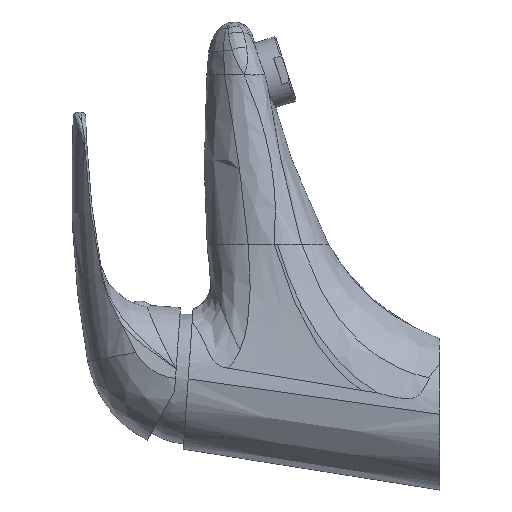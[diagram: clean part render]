
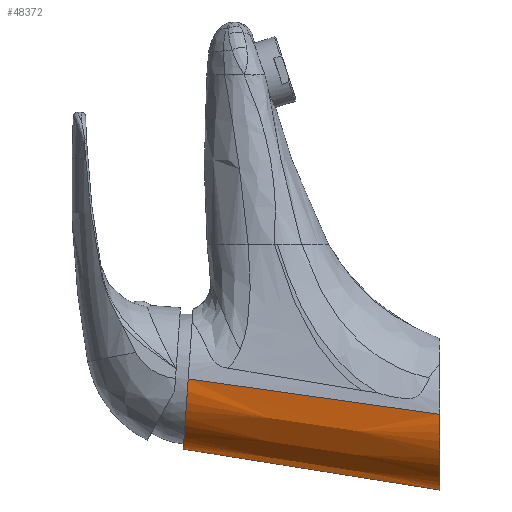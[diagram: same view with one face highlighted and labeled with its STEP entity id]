
A CAD part, left-side view. The second image highlights one B-rep face of the part: STEP entity #48372.
In plain terms, the highlighted free-form (B-spline) face has degree [3, 3] with [4, 7] control points.
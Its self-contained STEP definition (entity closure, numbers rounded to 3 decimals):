
#8549=CARTESIAN_POINT('',(0.,0.,-26.75));
#8551=CARTESIAN_POINT('',(0.,90.737,
-12.331));
#8559=DIRECTION('',(0.,-0.988,-0.157));
#8560=VECTOR('',#8559,91.875);
#8561=CARTESIAN_POINT('',(0.,90.737,
-12.331));
#8562=LINE('',#8561,#8560);
#8563=CARTESIAN_POINT('',(0.,0.,-26.75));
#8564=CARTESIAN_POINT('',(-3.502,0.,-26.75));
#8565=CARTESIAN_POINT('',(-10.503,0.,-25.357));
#8566=CARTESIAN_POINT('',(-19.408,0.,-19.408));
#8567=CARTESIAN_POINT('',(-25.357,0.,-10.503));
#8568=CARTESIAN_POINT('',(-26.75,0.,-3.502));
#8569=CARTESIAN_POINT('',(-26.75,0.,0.));
#8571=CARTESIAN_POINT('',(-24.9,89.,12.508));
#8572=CARTESIAN_POINT('',(-24.9,89.227,9.257));
#8573=CARTESIAN_POINT('',(-23.603,89.682,2.755));
#8574=CARTESIAN_POINT('',(-18.065,90.26,
-5.513));
#8575=CARTESIAN_POINT('',(-9.777,90.646,
-11.038));
#8576=CARTESIAN_POINT('',(-3.259,90.737,
-12.331));
#8577=CARTESIAN_POINT('',(0.,90.737,
-12.331));
#8579=DIRECTION('',(-0.021,-0.99,-0.139));
#8580=VECTOR('',#8579,89.894);
#8581=CARTESIAN_POINT('',(-24.9,89.,12.508));
#8582=LINE('',#8581,#8580);
#33367=VERTEX_POINT('',#8551);
#33369=VERTEX_POINT('',#8571);
#33371=VERTEX_POINT('',#8549);
#33372=VERTEX_POINT('',#8569);
#48337=CARTESIAN_POINT('',(0.781,92.551,
-12.03));
#48338=CARTESIAN_POINT('',(-2.732,92.559,
-12.142));
#48339=CARTESIAN_POINT('',(-9.541,92.47,
-10.899));
#48340=CARTESIAN_POINT('',(-18.039,92.065,
-5.235));
#48341=CARTESIAN_POINT('',(-23.716,91.46,
3.241));
#48342=CARTESIAN_POINT('',(-24.963,90.975,
10.033));
#48343=CARTESIAN_POINT('',(-24.851,90.724,
13.537));
#48344=CARTESIAN_POINT('',(0.801,61.096,
-17.029));
#48345=CARTESIAN_POINT('',(-2.803,61.101,
-17.143));
#48346=CARTESIAN_POINT('',(-9.788,61.042,
-15.867));
#48347=CARTESIAN_POINT('',(-18.504,60.775,
-10.052));
#48348=CARTESIAN_POINT('',(-24.328,60.375,
-1.35));
#48349=CARTESIAN_POINT('',(-25.607,60.055,
5.624));
#48350=CARTESIAN_POINT('',(-25.492,59.89,
9.222));
#48351=CARTESIAN_POINT('',(0.821,29.64,
-22.027));
#48352=CARTESIAN_POINT('',(-2.873,29.643,
-22.145));
#48353=CARTESIAN_POINT('',(-10.034,29.615,
-20.834));
#48354=CARTESIAN_POINT('',(-18.969,29.485,
-14.869));
#48355=CARTESIAN_POINT('',(-24.939,29.291,
-5.94));
#48356=CARTESIAN_POINT('',(-26.251,29.136,
1.215));
#48357=CARTESIAN_POINT('',(-26.133,29.056,
4.907));
#48358=CARTESIAN_POINT('',(0.841,-1.815,
-27.025));
#48359=CARTESIAN_POINT('',(-2.944,-1.815,
-27.146));
#48360=CARTESIAN_POINT('',(-10.28,-1.813,
-25.802));
#48361=CARTESIAN_POINT('',(-19.434,-1.805,
-19.685));
#48362=CARTESIAN_POINT('',(-25.551,-1.793,
-10.53));
#48363=CARTESIAN_POINT('',(-26.894,-1.784,
-3.194));
#48364=CARTESIAN_POINT('',(-26.774,-1.779,
0.591));
#48365=B_SPLINE_SURFACE_WITH_KNOTS('',3,3,((#48337,#48338,#48339,#48340,#48341,
#48342,#48343),(#48344,#48345,#48346,#48347,#48348,#48349,#48350),(#48351,
#48352,#48353,#48354,#48355,#48356,#48357),(#48358,#48359,#48360,#48361,#48362,
#48363,#48364)),.UNSPECIFIED.,.F.,.F.,.F.,(4,4),(4,1,1,1,4),(-0.02,1.02),(
0.495,0.563,0.625,0.688,0.755),.UNSPECIFIED.);
#48366=ORIENTED_EDGE('',*,*,#47726,.F.);
#48367=ORIENTED_EDGE('',*,*,#48325,.F.);
#48368=ORIENTED_EDGE('',*,*,#47595,.F.);
#48369=ORIENTED_EDGE('',*,*,#47697,.T.);
#48370=EDGE_LOOP('',(#48366,#48367,#48368,#48369));
#48371=FACE_OUTER_BOUND('',#48370,.F.);
#48372=ADVANCED_FACE('',(#48371),#48365,.T.);
#8570=B_SPLINE_CURVE_WITH_KNOTS('',3,(#8563,#8564,#8565,#8566,#8567,#8568,
#8569),.UNSPECIFIED.,.F.,.F.,(4,1,1,1,4),(0.,0.25,0.5,0.75,1.),
.UNSPECIFIED.);
#8578=B_SPLINE_CURVE_WITH_KNOTS('',3,(#8571,#8572,#8573,#8574,#8575,#8576,
#8577),.UNSPECIFIED.,.F.,.F.,(4,1,1,1,4),(0.,0.25,0.5,0.75,1.),
.UNSPECIFIED.);
#47595=EDGE_CURVE('',#33369,#33367,#8578,.T.);
#47697=EDGE_CURVE('',#33369,#33372,#8582,.T.);
#47726=EDGE_CURVE('',#33371,#33372,#8570,.T.);
#48325=EDGE_CURVE('',#33367,#33371,#8562,.T.);
